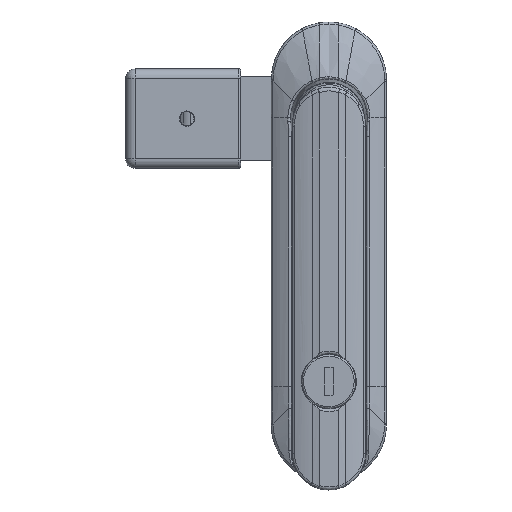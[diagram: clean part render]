
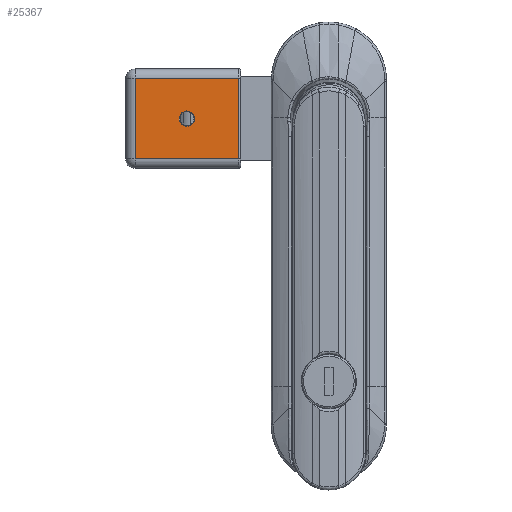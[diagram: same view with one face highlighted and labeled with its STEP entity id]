
A CAD part, top view. The second image highlights one B-rep face of the part: STEP entity #25367.
In plain terms, the highlighted face is planar.
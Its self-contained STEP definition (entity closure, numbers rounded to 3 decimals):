
#238=FACE_BOUND('',#5330,.T.);
#1836=CIRCLE('',#27479,2.);
#3784=FACE_OUTER_BOUND('',#5329,.T.);
#5329=EDGE_LOOP('',(#23324,#23325,#23326,#23327));
#5330=EDGE_LOOP('',(#23328));
#6841=LINE('',#71428,#8355);
#6842=LINE('',#71430,#8356);
#6843=LINE('',#71432,#8357);
#6844=LINE('',#71433,#8358);
#8355=VECTOR('',#33138,21.);
#8356=VECTOR('',#33139,27.);
#8357=VECTOR('',#33140,21.);
#8358=VECTOR('',#33141,27.);
#12007=VERTEX_POINT('',#71426);
#12008=VERTEX_POINT('',#71427);
#12009=VERTEX_POINT('',#71429);
#12010=VERTEX_POINT('',#71431);
#12011=VERTEX_POINT('',#71434);
#15786=EDGE_CURVE('',#12007,#12008,#6841,.T.);
#15787=EDGE_CURVE('',#12009,#12008,#6842,.T.);
#15788=EDGE_CURVE('',#12009,#12010,#6843,.T.);
#15789=EDGE_CURVE('',#12010,#12007,#6844,.T.);
#15790=EDGE_CURVE('',#12011,#12011,#1836,.T.);
#23324=ORIENTED_EDGE('',*,*,#15786,.T.);
#23325=ORIENTED_EDGE('',*,*,#15787,.F.);
#23326=ORIENTED_EDGE('',*,*,#15788,.T.);
#23327=ORIENTED_EDGE('',*,*,#15789,.T.);
#23328=ORIENTED_EDGE('',*,*,#15790,.F.);
#23938=PLANE('',#27478);
#25367=ADVANCED_FACE('',(#3784,#238),#23938,.T.);
#27478=AXIS2_PLACEMENT_3D('',#71425,#33136,#33137);
#27479=AXIS2_PLACEMENT_3D('',#71435,#33142,#33143);
#33136=DIRECTION('center_axis',(0.,-1.,0.));
#33137=DIRECTION('ref_axis',(0.,0.,-1.));
#33138=DIRECTION('',(0.,0.,-1.));
#33139=DIRECTION('',(-1.,0.,0.));
#33140=DIRECTION('',(0.,0.,1.));
#33141=DIRECTION('',(-1.,0.,0.));
#33142=DIRECTION('center_axis',(0.,-1.,0.));
#33143=DIRECTION('ref_axis',(1.,0.,0.));
#71425=CARTESIAN_POINT('Origin',(-60.,0.,28.906));
#71426=CARTESIAN_POINT('',(-14.019,0.,10.5));
#71427=CARTESIAN_POINT('',(-14.019,0.,-10.5));
#71428=CARTESIAN_POINT('',(-14.019,0.,10.5));
#71429=CARTESIAN_POINT('',(12.981,0.,-10.5));
#71430=CARTESIAN_POINT('',(12.981,0.,-10.5));
#71431=CARTESIAN_POINT('',(12.981,0.,10.5));
#71432=CARTESIAN_POINT('',(12.981,0.,-10.5));
#71433=CARTESIAN_POINT('',(12.981,0.,10.5));
#71434=CARTESIAN_POINT('',(-2.519,0.,0.));
#71435=CARTESIAN_POINT('Origin',(-0.519,0.,0.));
